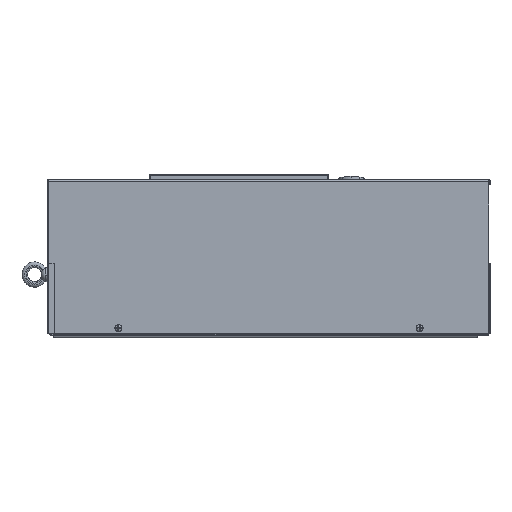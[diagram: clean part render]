
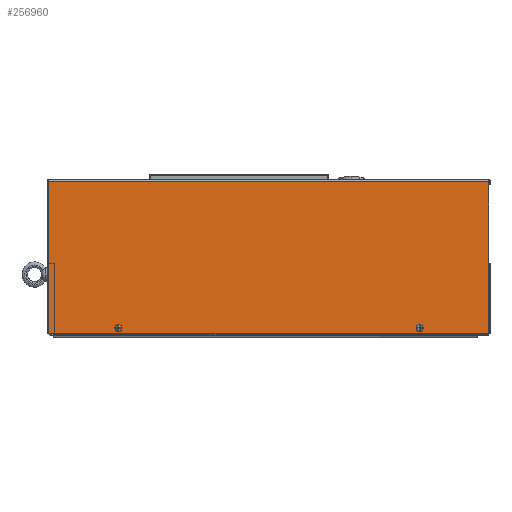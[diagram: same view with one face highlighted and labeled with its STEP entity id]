
A CAD part, left-side view. The second image highlights one B-rep face of the part: STEP entity #256960.
In plain terms, the highlighted planar face has unit normal (-1, 0, 0).
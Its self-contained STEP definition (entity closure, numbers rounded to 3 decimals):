
#13222 = DIRECTION ( 'NONE',  ( 0., 0., 1. ) ) ;
#17359 = CARTESIAN_POINT ( 'NONE',  ( -155.5, -629., -3. ) ) ;
#17725 = DIRECTION ( 'NONE',  ( 0., 1., 0. ) ) ;
#19138 = CARTESIAN_POINT ( 'NONE',  ( -155.5, -629., -220. ) ) ;
#29730 = ORIENTED_EDGE ( 'NONE', *, *, #137554, .T. ) ;
#34253 = CARTESIAN_POINT ( 'NONE',  ( -155.5, -100., -208.5 ) ) ;
#38383 = FACE_BOUND ( 'NONE', #276800, .T. ) ;
#40345 = CARTESIAN_POINT ( 'NONE',  ( -155.5, -629., -220. ) ) ;
#46888 = CARTESIAN_POINT ( 'NONE',  ( -155.5, 0., -3. ) ) ;
#50081 = CIRCLE ( 'NONE', #83770, 3.5 ) ;
#51200 = CIRCLE ( 'NONE', #186642, 3.5 ) ;
#57717 = CARTESIAN_POINT ( 'NONE',  ( -155.5, 0., -220. ) ) ;
#59360 = ORIENTED_EDGE ( 'NONE', *, *, #156357, .F. ) ;
#59823 = VECTOR ( 'NONE', #208309, 1000. ) ;
#64230 = VERTEX_POINT ( 'NONE', #230130 ) ;
#67893 = DIRECTION ( 'NONE',  ( -1., 0., 0. ) ) ;
#80261 = EDGE_CURVE ( 'NONE', #172095, #206941, #156672, .T. ) ;
#83770 = AXIS2_PLACEMENT_3D ( 'NONE', #196753, #67893, #218500 ) ;
#85616 = EDGE_CURVE ( 'NONE', #232115, #180488, #164775, .T. ) ;
#89050 = FACE_BOUND ( 'NONE', #162644, .T. ) ;
#91287 = DIRECTION ( 'NONE',  ( 0., 0., 1. ) ) ;
#92825 = VECTOR ( 'NONE', #148136, 1000. ) ;
#103284 = VERTEX_POINT ( 'NONE', #145463 ) ;
#104775 = EDGE_CURVE ( 'NONE', #206941, #189040, #149107, .T. ) ;
#115240 = DIRECTION ( 'NONE',  ( 0., 0., 1. ) ) ;
#121455 = DIRECTION ( 'NONE',  ( -1., 0., 0. ) ) ;
#123609 = CARTESIAN_POINT ( 'NONE',  ( -155.5, -530., -212. ) ) ;
#124129 = ORIENTED_EDGE ( 'NONE', *, *, #169692, .F. ) ;
#132652 = CARTESIAN_POINT ( 'NONE',  ( -155.5, -629., -220. ) ) ;
#137554 = EDGE_CURVE ( 'NONE', #276137, #172095, #227832, .T. ) ;
#139058 = ORIENTED_EDGE ( 'NONE', *, *, #260614, .F. ) ;
#141104 = CARTESIAN_POINT ( 'NONE',  ( -155.5, -530., -208.5 ) ) ;
#142285 = DIRECTION ( 'NONE',  ( -1., 0., 0. ) ) ;
#145277 = DIRECTION ( 'NONE',  ( 0., 0., 1. ) ) ;
#145463 = CARTESIAN_POINT ( 'NONE',  ( -155.5, -100., -215.5 ) ) ;
#146368 = DIRECTION ( 'NONE',  ( 0., 1., 0. ) ) ;
#148136 = DIRECTION ( 'NONE',  ( 0., 0., 1. ) ) ;
#149107 = LINE ( 'NONE', #17359, #206454 ) ;
#150474 = AXIS2_PLACEMENT_3D ( 'NONE', #250554, #121455, #272283 ) ;
#156357 = EDGE_CURVE ( 'NONE', #169140, #103284, #50081, .T. ) ;
#156672 = LINE ( 'NONE', #19138, #92825 ) ;
#157547 = CARTESIAN_POINT ( 'NONE',  ( -155.5, -629., -220. ) ) ;
#162250 = VECTOR ( 'NONE', #17725, 1000. ) ;
#162435 = ORIENTED_EDGE ( 'NONE', *, *, #80261, .T. ) ;
#162644 = EDGE_LOOP ( 'NONE', ( #250584, #139058 ) ) ;
#164775 = CIRCLE ( 'NONE', #237254, 3.5 ) ;
#166569 = CIRCLE ( 'NONE', #150474, 3.5 ) ;
#169140 = VERTEX_POINT ( 'NONE', #34253 ) ;
#169692 = EDGE_CURVE ( 'NONE', #103284, #169140, #166569, .T. ) ;
#170426 = VECTOR ( 'NONE', #115240, 1000. ) ;
#172095 = VERTEX_POINT ( 'NONE', #238525 ) ;
#180488 = VERTEX_POINT ( 'NONE', #199746 ) ;
#182798 = EDGE_CURVE ( 'NONE', #64230, #189040, #224857, .T. ) ;
#186642 = AXIS2_PLACEMENT_3D ( 'NONE', #123609, #274437, #145277 ) ;
#189040 = VERTEX_POINT ( 'NONE', #46888 ) ;
#196753 = CARTESIAN_POINT ( 'NONE',  ( -155.5, -100., -212. ) ) ;
#198504 = PLANE ( 'NONE',  #209045 ) ;
#198528 = EDGE_CURVE ( 'NONE', #276137, #64230, #277009, .T. ) ;
#199746 = CARTESIAN_POINT ( 'NONE',  ( -155.5, -530., -215.5 ) ) ;
#202743 = ORIENTED_EDGE ( 'NONE', *, *, #198528, .F. ) ;
#206454 = VECTOR ( 'NONE', #146368, 1000. ) ;
#206941 = VERTEX_POINT ( 'NONE', #232957 ) ;
#208309 = DIRECTION ( 'NONE',  ( 0., 0., 1. ) ) ;
#209045 = AXIS2_PLACEMENT_3D ( 'NONE', #132652, #220225, #91287 ) ;
#218500 = DIRECTION ( 'NONE',  ( 0., 0., 1. ) ) ;
#220225 = DIRECTION ( 'NONE',  ( -1., 0., 0. ) ) ;
#224857 = LINE ( 'NONE', #57717, #59823 ) ;
#227832 = LINE ( 'NONE', #157547, #170426 ) ;
#230130 = CARTESIAN_POINT ( 'NONE',  ( -155.5, 0., -220. ) ) ;
#232115 = VERTEX_POINT ( 'NONE', #141104 ) ;
#232957 = CARTESIAN_POINT ( 'NONE',  ( -155.5, -629., -3. ) ) ;
#237254 = AXIS2_PLACEMENT_3D ( 'NONE', #271401, #142285, #13222 ) ;
#238525 = CARTESIAN_POINT ( 'NONE',  ( -155.5, -629., -120. ) ) ;
#240389 = ORIENTED_EDGE ( 'NONE', *, *, #182798, .F. ) ;
#250554 = CARTESIAN_POINT ( 'NONE',  ( -155.5, -100., -212. ) ) ;
#250584 = ORIENTED_EDGE ( 'NONE', *, *, #85616, .F. ) ;
#256585 = ORIENTED_EDGE ( 'NONE', *, *, #104775, .T. ) ;
#256911 = EDGE_LOOP ( 'NONE', ( #240389, #202743, #29730, #162435, #256585 ) ) ;
#256960 = ADVANCED_FACE ( 'NONE', ( #89050, #38383, #260862 ), #198504, .T. ) ;
#260614 = EDGE_CURVE ( 'NONE', #180488, #232115, #51200, .T. ) ;
#260862 = FACE_OUTER_BOUND ( 'NONE', #256911, .T. ) ;
#271401 = CARTESIAN_POINT ( 'NONE',  ( -155.5, -530., -212. ) ) ;
#272283 = DIRECTION ( 'NONE',  ( 0., 0., 1. ) ) ;
#274437 = DIRECTION ( 'NONE',  ( -1., 0., 0. ) ) ;
#276137 = VERTEX_POINT ( 'NONE', #278428 ) ;
#276800 = EDGE_LOOP ( 'NONE', ( #59360, #124129 ) ) ;
#277009 = LINE ( 'NONE', #40345, #162250 ) ;
#278428 = CARTESIAN_POINT ( 'NONE',  ( -155.5, -629., -220. ) ) ;
